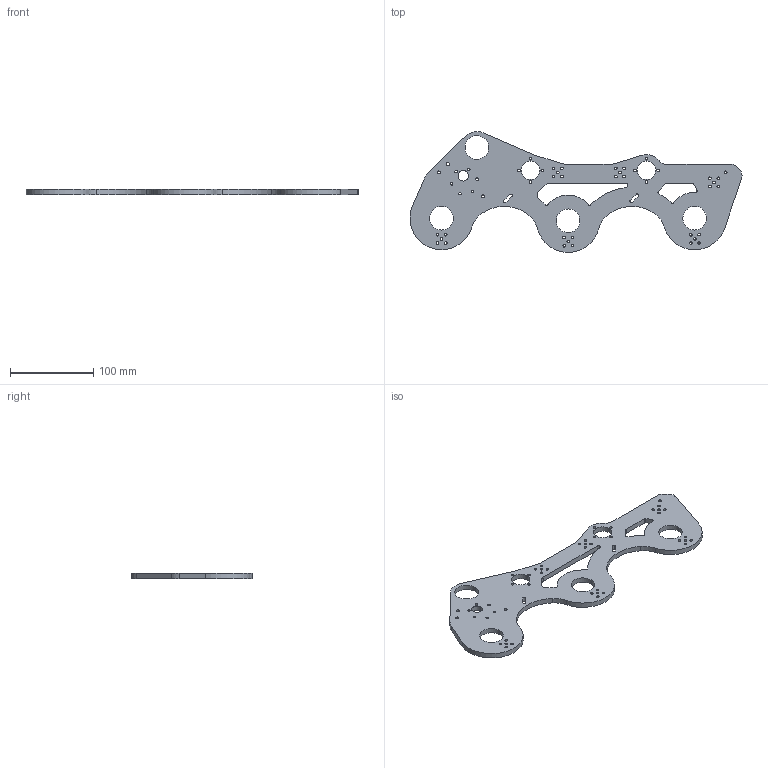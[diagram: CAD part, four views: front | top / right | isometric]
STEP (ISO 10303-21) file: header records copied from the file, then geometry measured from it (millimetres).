
FILE_DESCRIPTION (( 'STEP AP214' ), '1' );
FILE_NAME ('SidePlateInner.STEP', '2019-03-19T02:19:48', ( '' ), ( '' ), 'SwSTEP 2.0', 'SolidWorks 2018', '' );
FILE_SCHEMA (( 'AUTOMOTIVE_DESIGN' ));
Length unit declared in the file: millimetre
Products named in the file (1): SidePlateInner
Bounding box: 399.78 x 145.51 x 6.35 mm (x, y, z)
Volume: 176634.6 mm3; surface area: 71429.6 mm2
Topology: 1 solids, 1 shells, 173 faces, 513 edges, 342 vertices
Faces by surface type: cylinder 152, plane 21
Entity records: 6241 total; most frequent: DIRECTION 1165, CARTESIAN_POINT 1029, ORIENTED_EDGE 1026, EDGE_CURVE 513, AXIS2_PLACEMENT_3D 478, VERTEX_POINT 342, CIRCLE 304, EDGE_LOOP 291
